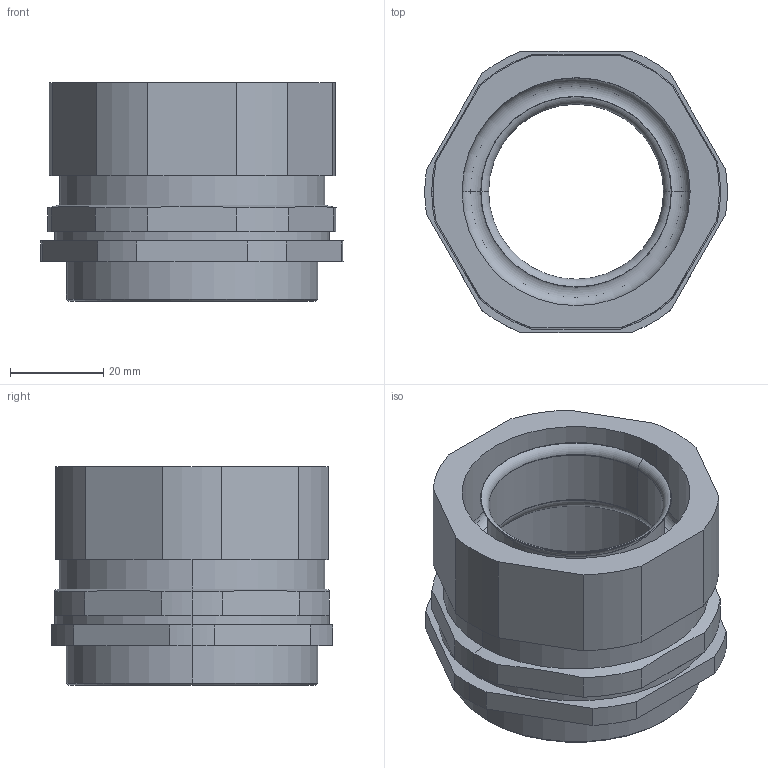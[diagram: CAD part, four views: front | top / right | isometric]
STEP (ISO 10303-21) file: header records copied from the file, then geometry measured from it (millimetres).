
FILE_DESCRIPTION (( 'STEP AP203' ), '1' );
FILE_NAME ('WNC-PG42_D38.STP', '2017-09-16T07:38:14', ( '微软用户' ), ( '微软中国' ), 'SwSTEP 2.0', 'SolidWorks 2012', '' );
FILE_SCHEMA (( 'CONFIG_CONTROL_DESIGN' ));
Length unit declared in the file: millimetre
Products named in the file (1): WNC-PG42_D38
Bounding box: 64.96 x 60.5 x 47 mm (x, y, z)
Volume: 51061.4 mm3; surface area: 24899.4 mm2
Topology: 1 solids, 2 shells, 83 faces, 202 edges, 125 vertices
Faces by surface type: cylinder 37, plane 30, torus 10, cone 6
Entity records: 2538 total; most frequent: DIRECTION 463, CARTESIAN_POINT 435, ORIENTED_EDGE 404, EDGE_CURVE 202, AXIS2_PLACEMENT_3D 183, VERTEX_POINT 125, CIRCLE 99, LINE 97
